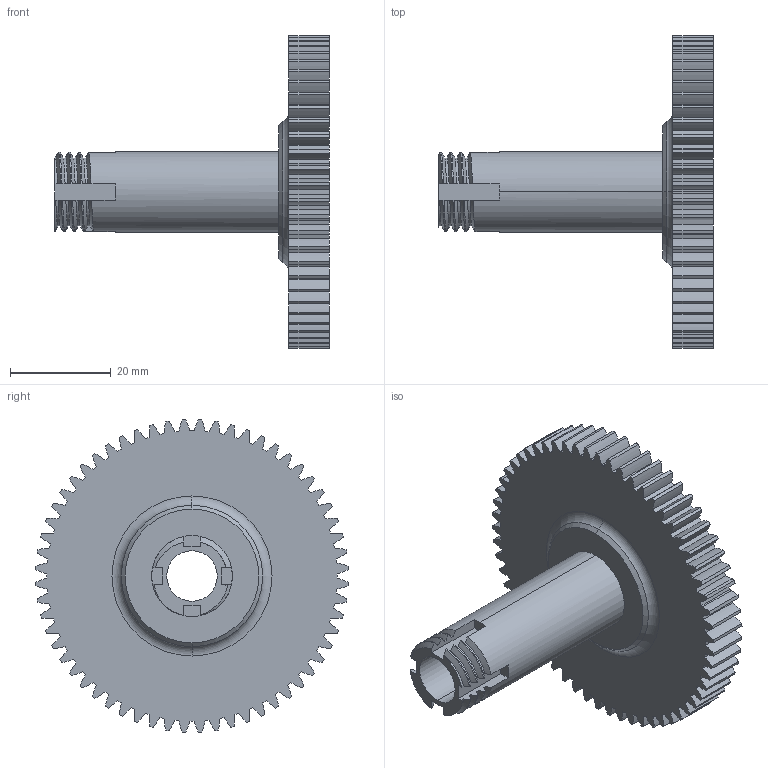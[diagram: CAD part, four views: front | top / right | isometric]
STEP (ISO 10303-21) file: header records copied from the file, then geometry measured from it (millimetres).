
FILE_DESCRIPTION (( 'STEP AP214' ), '1' );
FILE_NAME ('Spur Gear 60T.STEP', '2025-01-31T15:14:37', ( '' ), ( '' ), 'SwSTEP 2.0', 'SolidWorks 2023', '' );
FILE_SCHEMA (( 'AUTOMOTIVE_DESIGN' ));
Length unit declared in the file: millimetre
Products named in the file (1): Spur Gear 60T_Metric - Spur gear 1M 60T 20PA 10FW ---S60N75H50L10N
Bounding box: 54.4 x 61.95 x 61.95 mm (x, y, z)
Volume: 27808.8 mm3; surface area: 12717.9 mm2
Topology: 1 solids, 1 shells, 332 faces, 980 edges, 652 vertices
Faces by surface type: cylinder 261, bspline 45, plane 20, cone 4, torus 2
Entity records: 18966 total; most frequent: CARTESIAN_POINT 10125, ORIENTED_EDGE 1960, DIRECTION 1919, EDGE_CURVE 980, AXIS2_PLACEMENT_3D 801, VERTEX_POINT 652, CIRCLE 513, EDGE_LOOP 336
